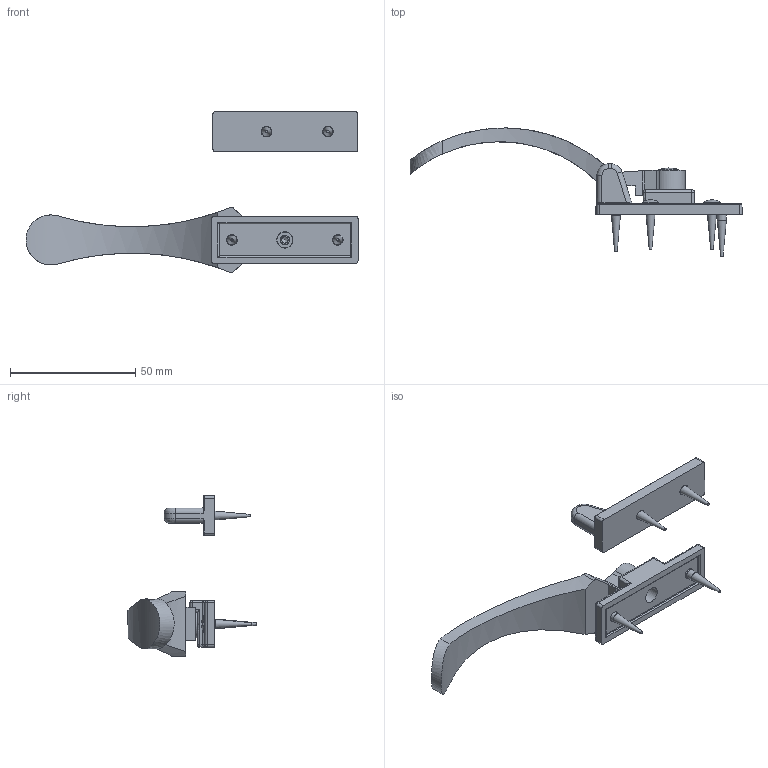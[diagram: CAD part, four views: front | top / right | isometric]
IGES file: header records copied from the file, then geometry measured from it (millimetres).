
Global section: file name: P4513-W; native system: Autodesk Inventor 2018; preprocessor: unknown; author: ashami; date: 20180911.122644; units: millimetre
Bounding box: 132.75 x 51.24 x 64.34 mm (x, y, z)
Volume: 20928.2 mm3; surface area: 13025.6 mm2
Topology: 9 solids, 9 shells, 194 faces, 474 edges, 294 vertices
Faces by surface type: bspline 194
